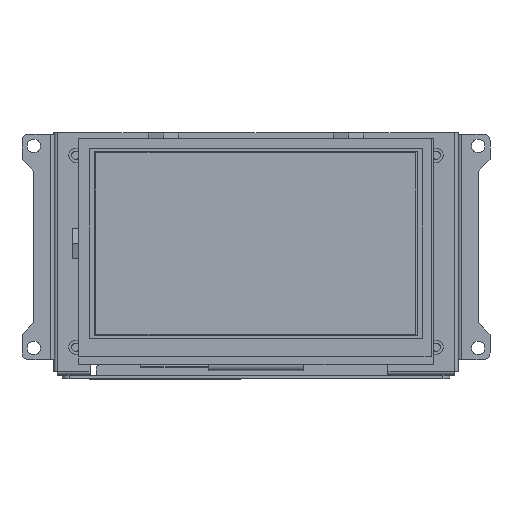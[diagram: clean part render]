
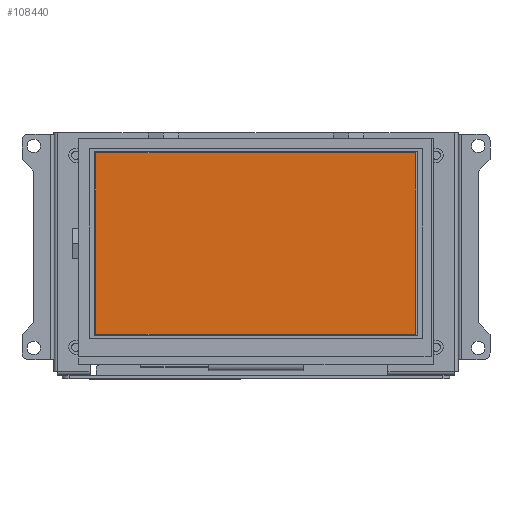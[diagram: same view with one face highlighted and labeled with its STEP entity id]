
A CAD part, top view. The second image highlights one B-rep face of the part: STEP entity #108440.
In plain terms, the highlighted planar face has unit normal (0, 0, 1).
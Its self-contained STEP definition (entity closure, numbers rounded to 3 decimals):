
#6431=PLANE('',#115368);
#11919=FACE_OUTER_BOUND('',#17869,.T.);
#17869=EDGE_LOOP('',(#100892,#100893,#100894,#100895));
#30283=LINE('',#179996,#42831);
#30287=LINE('',#180004,#42835);
#30290=LINE('',#180010,#42838);
#30293=LINE('',#180015,#42841);
#42831=VECTOR('',#141099,10.);
#42835=VECTOR('',#141105,10.);
#42838=VECTOR('',#141110,10.);
#42841=VECTOR('',#141115,10.);
#54907=VERTEX_POINT('',#179994);
#54908=VERTEX_POINT('',#179995);
#54911=VERTEX_POINT('',#180003);
#54913=VERTEX_POINT('',#180009);
#70337=EDGE_CURVE('',#54907,#54908,#30283,.T.);
#70341=EDGE_CURVE('',#54908,#54911,#30287,.T.);
#70344=EDGE_CURVE('',#54911,#54913,#30290,.T.);
#70347=EDGE_CURVE('',#54913,#54907,#30293,.T.);
#100892=ORIENTED_EDGE('',*,*,#70347,.T.);
#100893=ORIENTED_EDGE('',*,*,#70337,.T.);
#100894=ORIENTED_EDGE('',*,*,#70341,.T.);
#100895=ORIENTED_EDGE('',*,*,#70344,.T.);
#108440=ADVANCED_FACE('',(#11919),#6431,.T.);
#115368=AXIS2_PLACEMENT_3D('',#180100,#141197,#141198);
#141099=DIRECTION('',(-1.,0.,0.));
#141105=DIRECTION('',(0.,-1.,0.));
#141110=DIRECTION('',(1.,0.,0.));
#141115=DIRECTION('',(0.,1.,0.));
#141197=DIRECTION('center_axis',(0.,0.,1.));
#141198=DIRECTION('ref_axis',(1.,0.,0.));
#179994=CARTESIAN_POINT('',(47.47,26.9,4.06));
#179995=CARTESIAN_POINT('',(-47.57,26.9,4.06));
#179996=CARTESIAN_POINT('',(23.71,26.9,4.06));
#180003=CARTESIAN_POINT('',(-47.57,-26.956,4.06));
#180004=CARTESIAN_POINT('',(-47.57,12.25,4.06));
#180009=CARTESIAN_POINT('',(47.47,-26.956,4.06));
#180010=CARTESIAN_POINT('',(-23.81,-26.956,4.06));
#180015=CARTESIAN_POINT('',(47.47,-14.678,4.06));
#180100=CARTESIAN_POINT('Origin',(-0.05,-2.4,
4.06));
